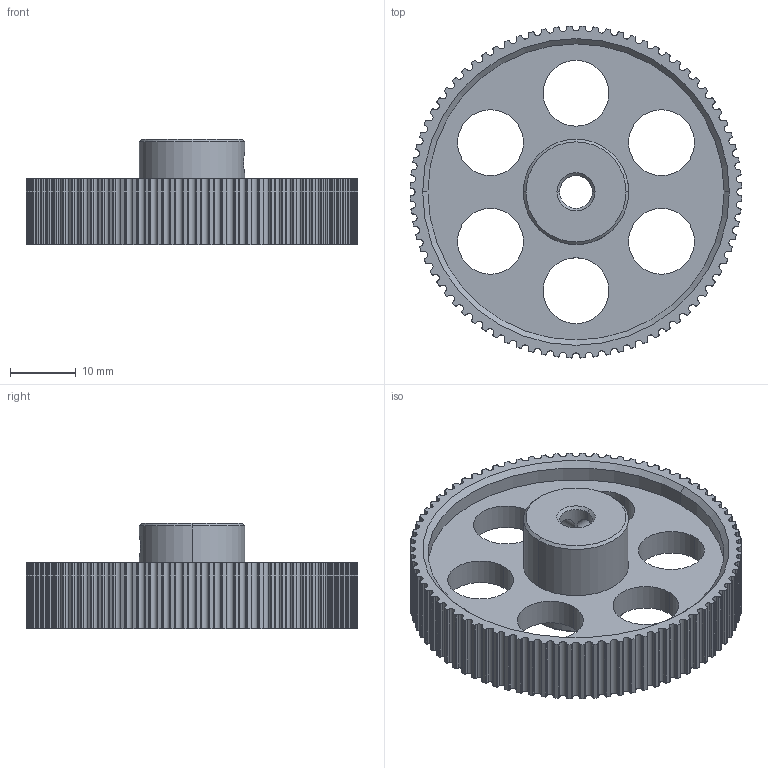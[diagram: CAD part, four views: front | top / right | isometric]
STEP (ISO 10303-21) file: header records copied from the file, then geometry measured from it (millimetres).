
FILE_DESCRIPTION (( 'STEP AP214' ), '1' );
FILE_NAME ('Metal_80t_Rev2.STEP', '2019-10-17T12:15:53', ( '' ), ( '' ), 'SwSTEP 2.0', 'SolidWorks 2018', '' );
FILE_SCHEMA (( 'AUTOMOTIVE_DESIGN' ));
Length unit declared in the file: millimetre
Products named in the file (1): Metal_80t_Rev2
Bounding box: 50.42 x 50.42 x 16 mm (x, y, z)
Volume: 9863.5 mm3; surface area: 7557.8 mm2
Topology: 1 solids, 1 shells, 597 faces, 1763 edges, 1170 vertices
Faces by surface type: cylinder 579, cone 12, plane 6
Entity records: 20933 total; most frequent: DIRECTION 4113, CARTESIAN_POINT 3735, ORIENTED_EDGE 3526, EDGE_CURVE 1763, AXIS2_PLACEMENT_3D 1760, VERTEX_POINT 1170, CIRCLE 1162, EDGE_LOOP 617
